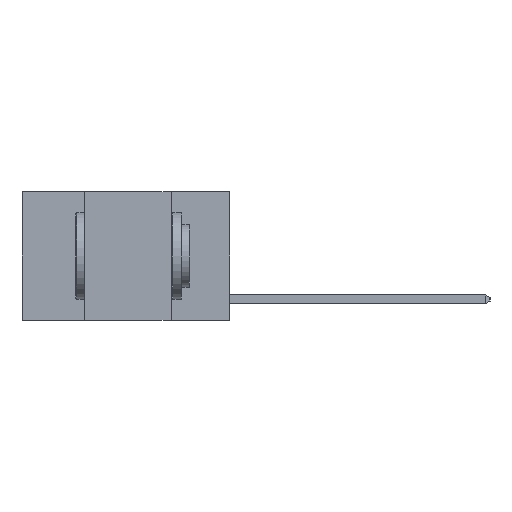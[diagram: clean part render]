
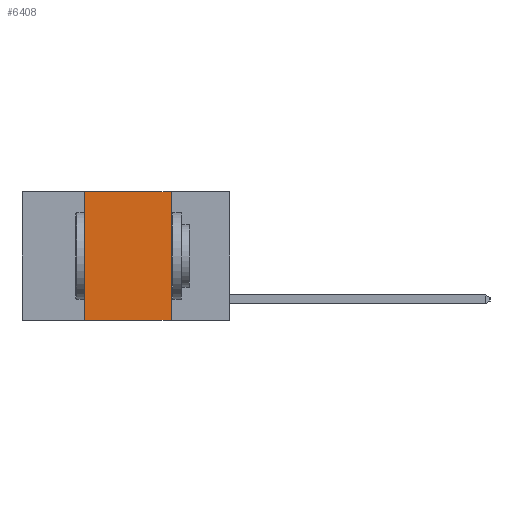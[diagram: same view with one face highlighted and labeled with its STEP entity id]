
A CAD part, left-side view. The second image highlights one B-rep face of the part: STEP entity #6408.
In plain terms, the highlighted planar face has unit normal (-1, 0, 0).
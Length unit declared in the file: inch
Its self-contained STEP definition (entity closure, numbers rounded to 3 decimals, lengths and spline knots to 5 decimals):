
#820 = VERTEX_POINT ( 'NONE', #4873 ) ;
#853 = LINE ( 'NONE', #8745, #7565 ) ;
#907 = DIRECTION ( 'NONE',  ( 1., 0., 0. ) ) ;
#919 = ORIENTED_EDGE ( 'NONE', *, *, #4341, .F. ) ;
#1331 = CARTESIAN_POINT ( 'NONE',  ( 0., 0.6, 0. ) ) ;
#1756 = DIRECTION ( 'NONE',  ( 0., -1., 0. ) ) ;
#2089 = FACE_OUTER_BOUND ( 'NONE', #4209, .T. ) ;
#2241 = DIRECTION ( 'NONE',  ( 0., -1., 0. ) ) ;
#2417 = VERTEX_POINT ( 'NONE', #7894 ) ;
#2515 = VERTEX_POINT ( 'NONE', #7007 ) ;
#2996 = LINE ( 'NONE', #7163, #4494 ) ;
#3560 = PLANE ( 'NONE',  #9866 ) ;
#4082 = EDGE_CURVE ( 'NONE', #2417, #820, #2996, .T. ) ;
#4209 = EDGE_LOOP ( 'NONE', ( #9693, #919, #7915, #8199 ) ) ;
#4341 = EDGE_CURVE ( 'NONE', #2515, #2417, #5164, .T. ) ;
#4433 = CARTESIAN_POINT ( 'NONE',  ( 0., 0.6, 0. ) ) ;
#4494 = VECTOR ( 'NONE', #10647, 39.37008 ) ;
#4570 = VERTEX_POINT ( 'NONE', #5110 ) ;
#4873 = CARTESIAN_POINT ( 'NONE',  ( 0., 0.17, -0.37 ) ) ;
#5110 = CARTESIAN_POINT ( 'NONE',  ( 0., 0.42, -0.37 ) ) ;
#5164 = LINE ( 'NONE', #1331, #9255 ) ;
#5345 = VECTOR ( 'NONE', #10005, 39.37008 ) ;
#5641 = LINE ( 'NONE', #9142, #5345 ) ;
#5825 = EDGE_CURVE ( 'NONE', #4570, #820, #853, .T. ) ;
#6408 = ADVANCED_FACE ( 'NONE', ( #2089 ), #3560, .F. ) ;
#7007 = CARTESIAN_POINT ( 'NONE',  ( 0., 0.42, 0. ) ) ;
#7048 = DIRECTION ( 'NONE',  ( 0., 0., -1. ) ) ;
#7163 = CARTESIAN_POINT ( 'NONE',  ( 0., 0.17, 0. ) ) ;
#7565 = VECTOR ( 'NONE', #1756, 39.37008 ) ;
#7894 = CARTESIAN_POINT ( 'NONE',  ( 0., 0.17, 0. ) ) ;
#7915 = ORIENTED_EDGE ( 'NONE', *, *, #10336, .F. ) ;
#8199 = ORIENTED_EDGE ( 'NONE', *, *, #5825, .T. ) ;
#8745 = CARTESIAN_POINT ( 'NONE',  ( 0., 0.6, -0.37 ) ) ;
#9142 = CARTESIAN_POINT ( 'NONE',  ( 0., 0.42, 0. ) ) ;
#9255 = VECTOR ( 'NONE', #2241, 39.37008 ) ;
#9693 = ORIENTED_EDGE ( 'NONE', *, *, #4082, .F. ) ;
#9866 = AXIS2_PLACEMENT_3D ( 'NONE', #4433, #907, #7048 ) ;
#10005 = DIRECTION ( 'NONE',  ( 0., 0., 1. ) ) ;
#10336 = EDGE_CURVE ( 'NONE', #4570, #2515, #5641, .T. ) ;
#10647 = DIRECTION ( 'NONE',  ( 0., 0., -1. ) ) ;
